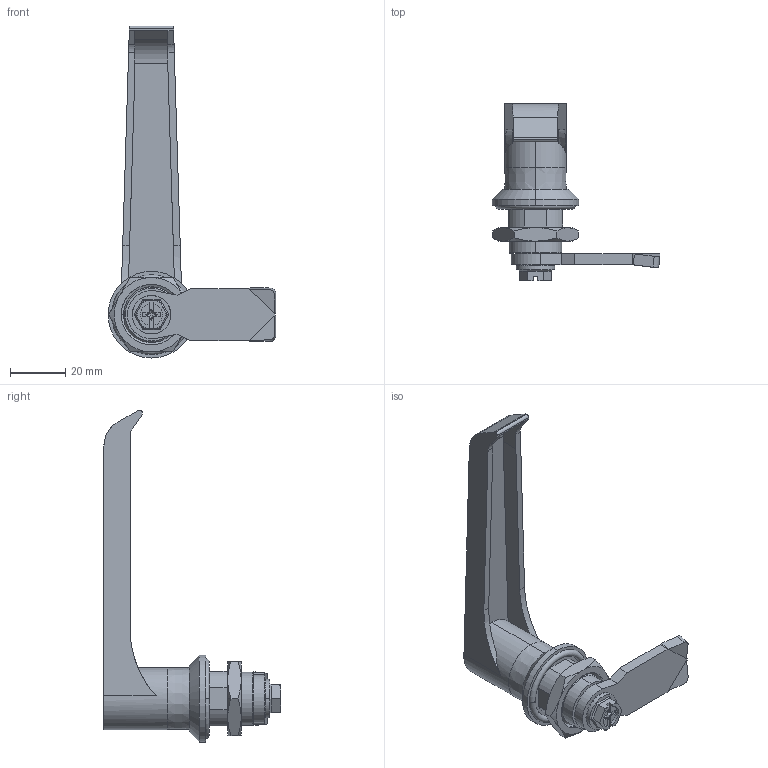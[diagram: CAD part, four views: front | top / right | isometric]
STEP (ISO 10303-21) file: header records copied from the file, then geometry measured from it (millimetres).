
FILE_DESCRIPTION (( 'STEP AP214' ), '1' );
FILE_NAME ('03194-Large 316 SS Lever Cam Lock 120mm SS316L.STEP', '2025-10-01T23:34:26', ( '' ), ( '' ), 'SwSTEP 2.0', 'SolidWorks 2025', '' );
FILE_SCHEMA (( 'AUTOMOTIVE_DESIGN' ));
Length unit declared in the file: millimetre
Products named in the file (8): L&T OUTER_L&T-SS-With Foaming; FLANGE SCREW M6x10_M6 x 8; SR-Plain_SR; DML1M-HANDLE_DRS-L1S; 03194-Large 316 SS Lever Cam Lock 120mm SS316L; L&T BARREL_L&T Barrel-SS; DMCL-Lock NUT_SS-304; DW03 O Ring_DW31
Assembly tree (7 placements, depth 2):
  03194-Large 316 SS Lever Cam Lock 120mm SS316L
    L&T OUTER_L&T-SS-With Foaming
    DML1M-HANDLE_DRS-L1S
    FLANGE SCREW M6x10_M6 x 8
    DMCL-Lock NUT_SS-304
    DW03 O Ring_DW31
    SR-Plain_SR
    L&T BARREL_L&T Barrel-SS
Bounding box: 60.99 x 64.65 x 120.7 mm (x, y, z)
Volume: 33800.5 mm3; surface area: 26553.1 mm2
Topology: 13 solids, 13 shells, 618 faces, 1703 edges, 1118 vertices
Faces by surface type: plane 386, cylinder 155, cone 47, bspline 20, torus 10
Entity records: 22216 total; most frequent: CARTESIAN_POINT 6281, ORIENTED_EDGE 3396, DIRECTION 3140, EDGE_CURVE 1698, VERTEX_POINT 1118, VECTOR 1074, LINE 1074, AXIS2_PLACEMENT_3D 1033
